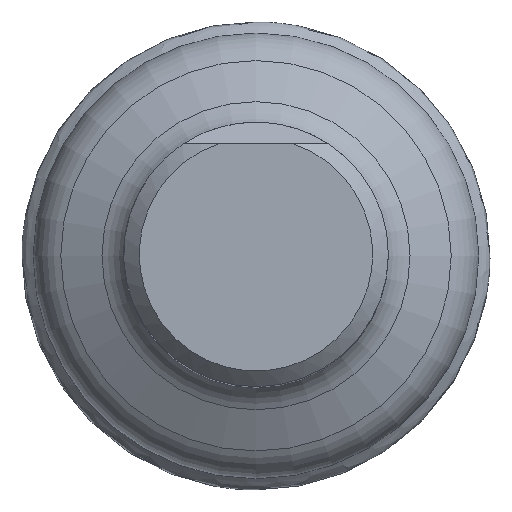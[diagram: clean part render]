
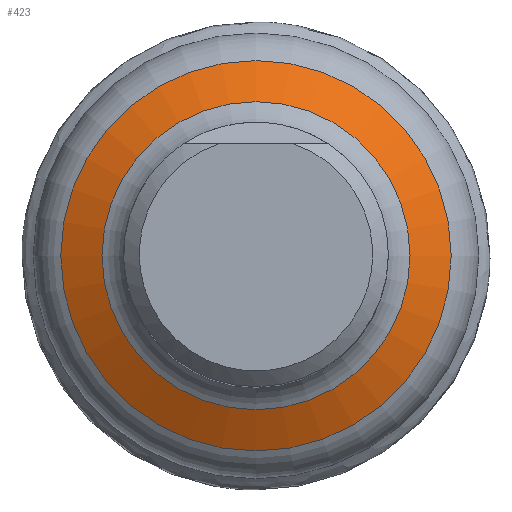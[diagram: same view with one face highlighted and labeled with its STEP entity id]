
A CAD part, top view. The second image highlights one B-rep face of the part: STEP entity #423.
In plain terms, the highlighted conical face has half-angle 61.969 degrees and reference radius 21.375 mm.
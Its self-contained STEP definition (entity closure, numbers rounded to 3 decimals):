
#145=CONICAL_SURFACE('',#651,21.375,61.969);
#185=EDGE_LOOP('',(#244));
#186=EDGE_LOOP('',(#245));
#244=ORIENTED_EDGE('',*,*,#341,.T.);
#245=ORIENTED_EDGE('',*,*,#342,.T.);
#341=EDGE_CURVE('',#514,#514,#390,.T.);
#342=EDGE_CURVE('',#515,#515,#391,.T.);
#390=CIRCLE('',#649,18.725);
#391=CIRCLE('',#650,14.775);
#423=ADVANCED_FACE('SU_5',(#466,#467),#145,.T.);
#466=FACE_BOUND('',#185,.T.);
#467=FACE_BOUND('',#186,.T.);
#514=VERTEX_POINT('',#6112);
#515=VERTEX_POINT('',#6114);
#649=AXIS2_PLACEMENT_3D('',#6111,#753,#754);
#650=AXIS2_PLACEMENT_3D('',#6113,#755,#756);
#651=AXIS2_PLACEMENT_3D('',#6115,#757,#758);
#753=DIRECTION('',(0.,0.,1.));
#754=DIRECTION('',(1.,0.,0.));
#755=DIRECTION('',(0.,0.,-1.));
#756=DIRECTION('',(-1.,0.,0.));
#757=DIRECTION('',(0.,0.,-1.));
#758=DIRECTION('',(-1.,0.,0.));
#6111=CARTESIAN_POINT('',(0.,0.,-78.545));
#6112=CARTESIAN_POINT('',(18.725,0.,-78.545));
#6113=CARTESIAN_POINT('',(0.,0.,-76.443));
#6114=CARTESIAN_POINT('',(-14.775,0.,-76.443));
#6115=CARTESIAN_POINT('',(0.,0.,-79.956));
